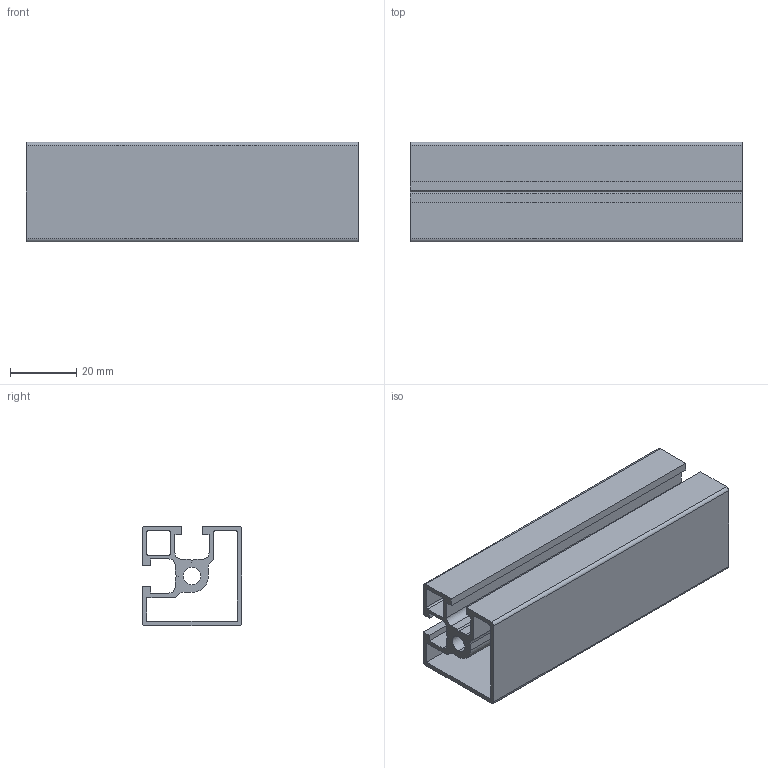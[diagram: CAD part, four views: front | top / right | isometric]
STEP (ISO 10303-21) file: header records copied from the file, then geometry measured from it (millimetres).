
FILE_DESCRIPTION (( 'STEP AP203' ), '1' );
FILE_NAME ('084.100.004.STEP', '2013-01-21T08:57:30', ( '' ), ( '' ), 'SwSTEP 2.0', 'SolidWorks 2011', '' );
FILE_SCHEMA (( 'CONFIG_CONTROL_DESIGN' ));
Length unit declared in the file: millimetre
Products named in the file (1): 084.100.004
Bounding box: 100 x 30 x 30 mm (x, y, z)
Volume: 27215.2 mm3; surface area: 32683.6 mm2
Topology: 1 solids, 1 shells, 59 faces, 171 edges, 114 vertices
Faces by surface type: plane 40, cylinder 19
Entity records: 2032 total; most frequent: CARTESIAN_POINT 345, ORIENTED_EDGE 342, DIRECTION 329, EDGE_CURVE 171, VECTOR 133, LINE 133, VERTEX_POINT 114, AXIS2_PLACEMENT_3D 98
